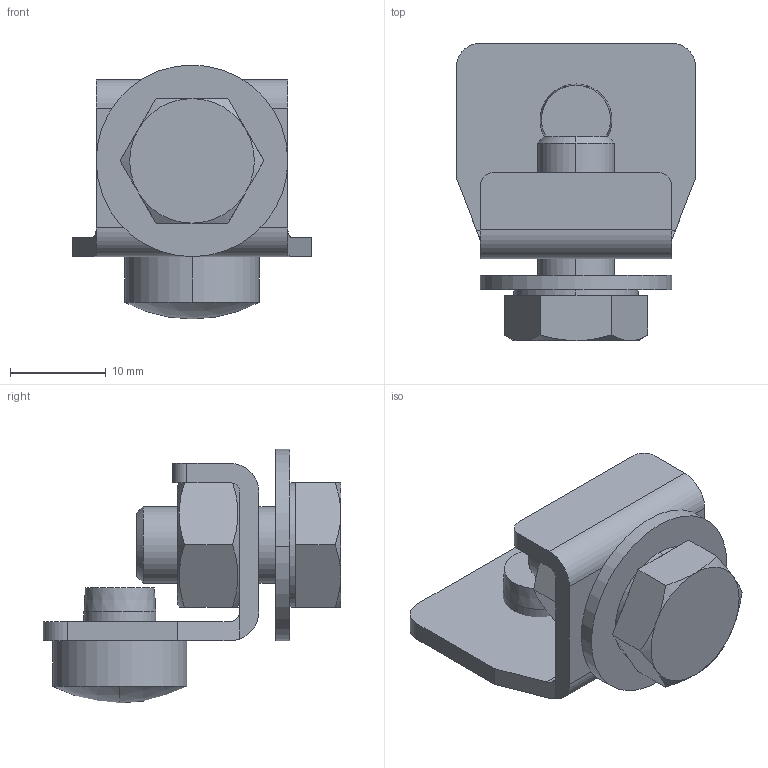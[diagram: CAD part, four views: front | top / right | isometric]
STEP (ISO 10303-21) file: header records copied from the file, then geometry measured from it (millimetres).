
FILE_DESCRIPTION (( 'STEP AP203' ), '1' );
FILE_NAME ('1.21.X04.STEP', '2017-05-31T13:12:20', ( '' ), ( '' ), 'SwSTEP 2.0', 'SolidWorks 2017', '' );
FILE_SCHEMA (( 'CONFIG_CONTROL_DESIGN' ));
Length unit declared in the file: millimetre
Products named in the file (6): 2.21.X04.31P; Part3; 2.X6.308.20E; 1.21.X04; M6M_8_FZB_2 - Copy - Copy_M8; screw M8x16_ISO 4017 - M8 x 16-N
Assembly tree (5 placements, depth 2):
  1.21.X04
    2.21.X04.31P
    2.X6.308.20E
    M6M_8_FZB_2 - Copy - Copy_M8
    Part3
    screw M8x16_ISO 4017 - M8 x 16-N
Bounding box: 25 x 31.05 x 26.5 mm (x, y, z)
Volume: 5461.1 mm3; surface area: 5012.6 mm2
Topology: 5 solids, 5 shells, 100 faces, 241 edges, 153 vertices
Faces by surface type: plane 41, cylinder 34, cone 18, bspline 3, sphere 2, torus 2
Entity records: 7537 total; most frequent: CARTESIAN_POINT 4641, ORIENTED_EDGE 482, DIRECTION 471, EDGE_CURVE 241, AXIS2_PLACEMENT_3D 185, VERTEX_POINT 153, EDGE_LOOP 110, LINE 101
